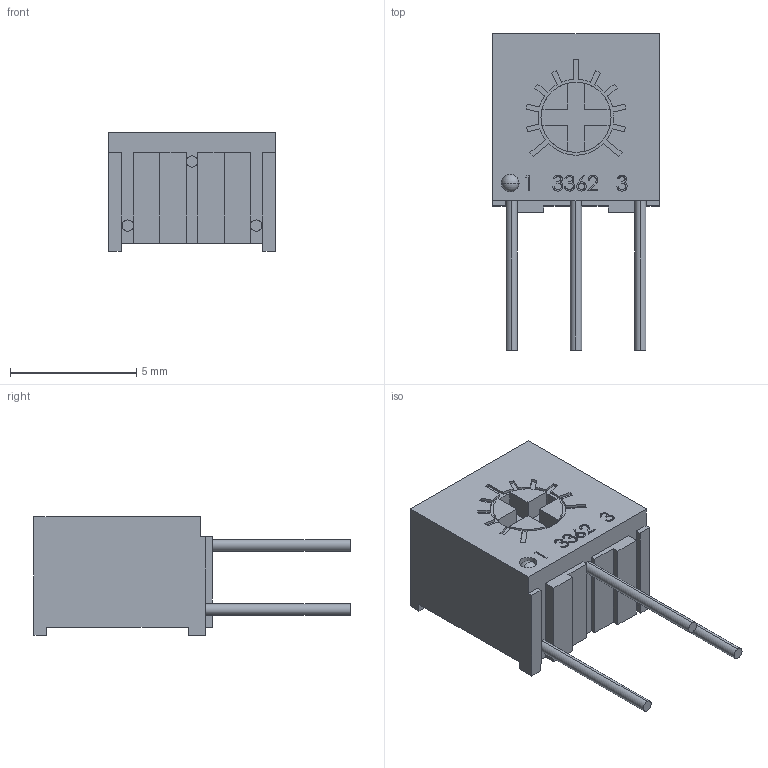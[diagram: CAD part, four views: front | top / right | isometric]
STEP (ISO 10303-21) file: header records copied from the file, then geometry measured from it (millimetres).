
FILE_DESCRIPTION (( 'STEP AP214' ), '1' );
FILE_NAME ('User Library-Bourns 3362X.STEP', '2014-11-10T09:10:48', ( 'Windows User' ), ( '' ), 'SwSTEP 2.0', 'SolidWorks 2014', '' );
FILE_SCHEMA (( 'AUTOMOTIVE_DESIGN' ));
Length unit declared in the file: millimetre
Products named in the file (1): User Library-Bourns 3362X
Bounding box: 6.6 x 12.5 x 4.7 mm (x, y, z)
Volume: 196.1 mm3; surface area: 273.6 mm2
Topology: 8 solids, 8 shells, 209 faces, 552 edges, 367 vertices
Faces by surface type: plane 124, bspline 57, cylinder 26, sphere 2
Entity records: 9516 total; most frequent: CARTESIAN_POINT 4428, ORIENTED_EDGE 1096, DIRECTION 794, EDGE_CURVE 548, LINE 380, VECTOR 380, VERTEX_POINT 365, EDGE_LOOP 219
